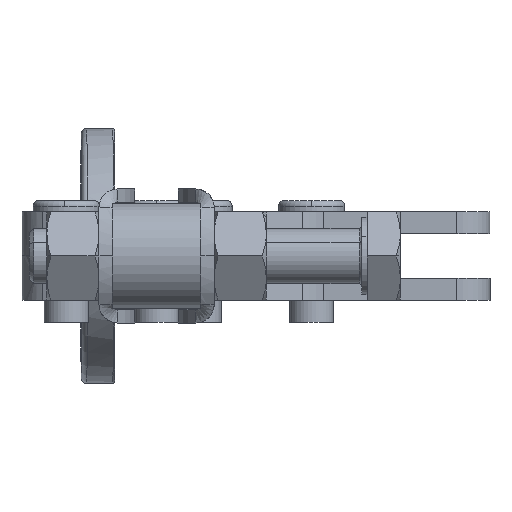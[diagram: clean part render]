
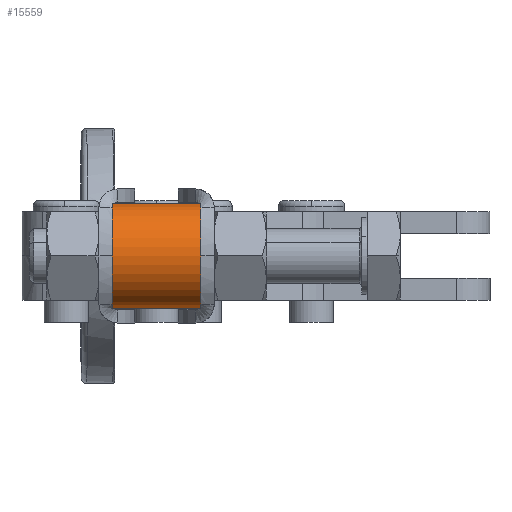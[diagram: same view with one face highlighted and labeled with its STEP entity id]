
A CAD part, left-side view. The second image highlights one B-rep face of the part: STEP entity #15559.
In plain terms, the highlighted cylindrical face has radius 4.75 mm (diameter 9.5 mm), a partial arc.
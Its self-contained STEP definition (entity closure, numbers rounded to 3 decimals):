
#11940=CARTESIAN_POINT('',(-68.819,26.08,2.749));
#11941=VERTEX_POINT('',#11940);
#11948=CARTESIAN_POINT('',(-68.819,18.08,2.749));
#11949=VERTEX_POINT('',#11948);
#11950=CARTESIAN_POINT('',(-68.819,26.08,2.749));
#11951=DIRECTION('',(0.0,-1.0,0.0));
#11952=VECTOR('',#11951,8.);
#11953=LINE('',#11950,#11952);
#11954=EDGE_CURVE('',#11941,#11949,#11953,.T.);
#13434=CARTESIAN_POINT('',(-68.819,18.08,-6.751));
#13435=VERTEX_POINT('',#13434);
#13442=CARTESIAN_POINT('',(-68.819,26.08,-6.751));
#13443=VERTEX_POINT('',#13442);
#13444=CARTESIAN_POINT('',(-68.819,26.08,-6.751));
#13445=DIRECTION('',(0.0,-1.0,0.0));
#13446=VECTOR('',#13445,8.);
#13447=LINE('',#13444,#13446);
#13448=EDGE_CURVE('',#13443,#13435,#13447,.T.);
#15315=CARTESIAN_POINT('',(-68.819,18.08,-2.001));
#15316=DIRECTION('',(0.0,1.0,0.0));
#15317=DIRECTION('',(0.0,0.0,-1.0));
#15318=AXIS2_PLACEMENT_3D('',#15315,#15316,#15317);
#15319=CIRCLE('',#15318,4.75);
#15320=EDGE_CURVE('',#13435,#11949,#15319,.T.);
#15542=CARTESIAN_POINT('',(-68.819,26.08,-2.001));
#15543=DIRECTION('',(0.,-1.0,0.));
#15544=DIRECTION('',(0.0,0.0,-1.0));
#15545=AXIS2_PLACEMENT_3D('',#15542,#15543,#15544);
#15546=CYLINDRICAL_SURFACE('',#15545,4.75);
#15547=ORIENTED_EDGE('',*,*,#15320,.T.);
#15548=ORIENTED_EDGE('',*,*,#11954,.F.);
#15549=CARTESIAN_POINT('',(-68.819,26.08,-2.001));
#15550=DIRECTION('',(0.0,1.0,0.0));
#15551=DIRECTION('',(0.0,0.0,-1.0));
#15552=AXIS2_PLACEMENT_3D('',#15549,#15550,#15551);
#15553=CIRCLE('',#15552,4.75);
#15554=EDGE_CURVE('',#13443,#11941,#15553,.T.);
#15555=ORIENTED_EDGE('',*,*,#15554,.F.);
#15556=ORIENTED_EDGE('',*,*,#13448,.T.);
#15557=EDGE_LOOP('',(#15547,#15548,#15555,#15556));
#15558=FACE_OUTER_BOUND('',#15557,.T.);
#15559=ADVANCED_FACE('',(#15558),#15546,.T.);
